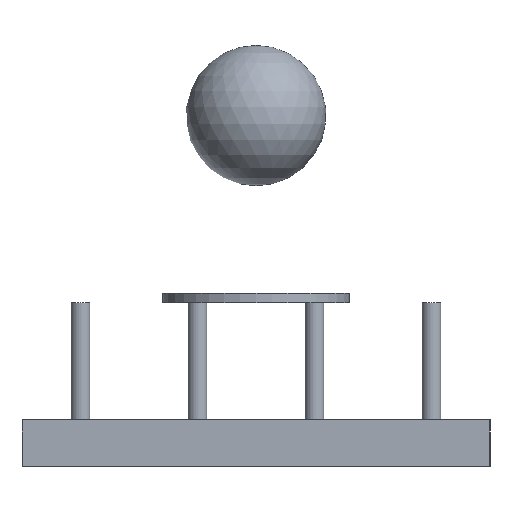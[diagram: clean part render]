
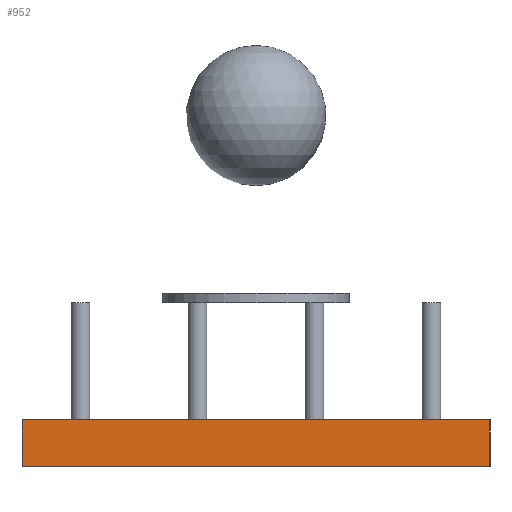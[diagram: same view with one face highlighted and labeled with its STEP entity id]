
A CAD part, left-side view. The second image highlights one B-rep face of the part: STEP entity #952.
In plain terms, the highlighted planar face has unit normal (-1, 0, 0).
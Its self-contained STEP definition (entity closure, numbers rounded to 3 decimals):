
#249 = PLANE('',#250);
#250 = AXIS2_PLACEMENT_3D('',#251,#252,#253);
#251 = CARTESIAN_POINT('',(-50.,-50.,5.));
#252 = DIRECTION('',(0.,0.,1.));
#253 = DIRECTION('',(1.,0.,0.));
#345 = EDGE_CURVE('',#346,#348,#350,.T.);
#346 = VERTEX_POINT('',#347);
#347 = CARTESIAN_POINT('',(-50.,-50.,5.));
#348 = VERTEX_POINT('',#349);
#349 = CARTESIAN_POINT('',(-50.,50.,5.));
#350 = SURFACE_CURVE('',#351,(#355,#362),.PCURVE_S1.);
#351 = LINE('',#352,#353);
#352 = CARTESIAN_POINT('',(-50.,-50.,5.));
#353 = VECTOR('',#354,1.);
#354 = DIRECTION('',(0.,1.,0.));
#355 = PCURVE('',#249,#356);
#356 = DEFINITIONAL_REPRESENTATION('',(#357),#361);
#357 = LINE('',#358,#359);
#358 = CARTESIAN_POINT('',(0.,0.));
#359 = VECTOR('',#360,1.);
#360 = DIRECTION('',(0.,1.));
#361 = ( GEOMETRIC_REPRESENTATION_CONTEXT(2) 
PARAMETRIC_REPRESENTATION_CONTEXT() REPRESENTATION_CONTEXT('2D SPACE',''
  ) );
#362 = PCURVE('',#363,#368);
#363 = PLANE('',#364);
#364 = AXIS2_PLACEMENT_3D('',#365,#366,#367);
#365 = CARTESIAN_POINT('',(-50.,-50.,-5.));
#366 = DIRECTION('',(1.,0.,0.));
#367 = DIRECTION('',(0.,0.,1.));
#368 = DEFINITIONAL_REPRESENTATION('',(#369),#373);
#369 = LINE('',#370,#371);
#370 = CARTESIAN_POINT('',(10.,0.));
#371 = VECTOR('',#372,1.);
#372 = DIRECTION('',(0.,-1.));
#373 = ( GEOMETRIC_REPRESENTATION_CONTEXT(2) 
PARAMETRIC_REPRESENTATION_CONTEXT() REPRESENTATION_CONTEXT('2D SPACE',''
  ) );
#391 = PLANE('',#392);
#392 = AXIS2_PLACEMENT_3D('',#393,#394,#395);
#393 = CARTESIAN_POINT('',(-50.,-50.,-5.));
#394 = DIRECTION('',(0.,1.,0.));
#395 = DIRECTION('',(0.,0.,1.));
#445 = PLANE('',#446);
#446 = AXIS2_PLACEMENT_3D('',#447,#448,#449);
#447 = CARTESIAN_POINT('',(-50.,50.,-5.));
#448 = DIRECTION('',(0.,1.,0.));
#449 = DIRECTION('',(0.,0.,1.));
#952 = ADVANCED_FACE('',(#953),#363,.F.);
#953 = FACE_BOUND('',#954,.F.);
#954 = EDGE_LOOP('',(#955,#978,#1006,#1027));
#955 = ORIENTED_EDGE('',*,*,#956,.F.);
#956 = EDGE_CURVE('',#957,#346,#959,.T.);
#957 = VERTEX_POINT('',#958);
#958 = CARTESIAN_POINT('',(-50.,-50.,-5.));
#959 = SURFACE_CURVE('',#960,(#964,#971),.PCURVE_S1.);
#960 = LINE('',#961,#962);
#961 = CARTESIAN_POINT('',(-50.,-50.,-5.));
#962 = VECTOR('',#963,1.);
#963 = DIRECTION('',(0.,0.,1.));
#964 = PCURVE('',#363,#965);
#965 = DEFINITIONAL_REPRESENTATION('',(#966),#970);
#966 = LINE('',#967,#968);
#967 = CARTESIAN_POINT('',(0.,0.));
#968 = VECTOR('',#969,1.);
#969 = DIRECTION('',(1.,0.));
#970 = ( GEOMETRIC_REPRESENTATION_CONTEXT(2) 
PARAMETRIC_REPRESENTATION_CONTEXT() REPRESENTATION_CONTEXT('2D SPACE',''
  ) );
#971 = PCURVE('',#391,#972);
#972 = DEFINITIONAL_REPRESENTATION('',(#973),#977);
#973 = LINE('',#974,#975);
#974 = CARTESIAN_POINT('',(0.,0.));
#975 = VECTOR('',#976,1.);
#976 = DIRECTION('',(1.,0.));
#977 = ( GEOMETRIC_REPRESENTATION_CONTEXT(2) 
PARAMETRIC_REPRESENTATION_CONTEXT() REPRESENTATION_CONTEXT('2D SPACE',''
  ) );
#978 = ORIENTED_EDGE('',*,*,#979,.T.);
#979 = EDGE_CURVE('',#957,#980,#982,.T.);
#980 = VERTEX_POINT('',#981);
#981 = CARTESIAN_POINT('',(-50.,50.,-5.));
#982 = SURFACE_CURVE('',#983,(#987,#994),.PCURVE_S1.);
#983 = LINE('',#984,#985);
#984 = CARTESIAN_POINT('',(-50.,-50.,-5.));
#985 = VECTOR('',#986,1.);
#986 = DIRECTION('',(0.,1.,0.));
#987 = PCURVE('',#363,#988);
#988 = DEFINITIONAL_REPRESENTATION('',(#989),#993);
#989 = LINE('',#990,#991);
#990 = CARTESIAN_POINT('',(0.,0.));
#991 = VECTOR('',#992,1.);
#992 = DIRECTION('',(0.,-1.));
#993 = ( GEOMETRIC_REPRESENTATION_CONTEXT(2) 
PARAMETRIC_REPRESENTATION_CONTEXT() REPRESENTATION_CONTEXT('2D SPACE',''
  ) );
#994 = PCURVE('',#995,#1000);
#995 = PLANE('',#996);
#996 = AXIS2_PLACEMENT_3D('',#997,#998,#999);
#997 = CARTESIAN_POINT('',(-50.,-50.,-5.));
#998 = DIRECTION('',(0.,0.,1.));
#999 = DIRECTION('',(1.,0.,0.));
#1000 = DEFINITIONAL_REPRESENTATION('',(#1001),#1005);
#1001 = LINE('',#1002,#1003);
#1002 = CARTESIAN_POINT('',(0.,0.));
#1003 = VECTOR('',#1004,1.);
#1004 = DIRECTION('',(0.,1.));
#1005 = ( GEOMETRIC_REPRESENTATION_CONTEXT(2) 
PARAMETRIC_REPRESENTATION_CONTEXT() REPRESENTATION_CONTEXT('2D SPACE',''
  ) );
#1006 = ORIENTED_EDGE('',*,*,#1007,.T.);
#1007 = EDGE_CURVE('',#980,#348,#1008,.T.);
#1008 = SURFACE_CURVE('',#1009,(#1013,#1020),.PCURVE_S1.);
#1009 = LINE('',#1010,#1011);
#1010 = CARTESIAN_POINT('',(-50.,50.,-5.));
#1011 = VECTOR('',#1012,1.);
#1012 = DIRECTION('',(0.,0.,1.));
#1013 = PCURVE('',#363,#1014);
#1014 = DEFINITIONAL_REPRESENTATION('',(#1015),#1019);
#1015 = LINE('',#1016,#1017);
#1016 = CARTESIAN_POINT('',(0.,-100.));
#1017 = VECTOR('',#1018,1.);
#1018 = DIRECTION('',(1.,0.));
#1019 = ( GEOMETRIC_REPRESENTATION_CONTEXT(2) 
PARAMETRIC_REPRESENTATION_CONTEXT() REPRESENTATION_CONTEXT('2D SPACE',''
  ) );
#1020 = PCURVE('',#445,#1021);
#1021 = DEFINITIONAL_REPRESENTATION('',(#1022),#1026);
#1022 = LINE('',#1023,#1024);
#1023 = CARTESIAN_POINT('',(0.,0.));
#1024 = VECTOR('',#1025,1.);
#1025 = DIRECTION('',(1.,0.));
#1026 = ( GEOMETRIC_REPRESENTATION_CONTEXT(2) 
PARAMETRIC_REPRESENTATION_CONTEXT() REPRESENTATION_CONTEXT('2D SPACE',''
  ) );
#1027 = ORIENTED_EDGE('',*,*,#345,.F.);
